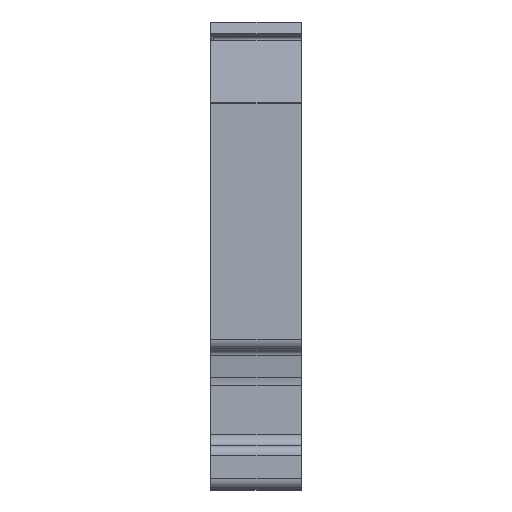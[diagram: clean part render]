
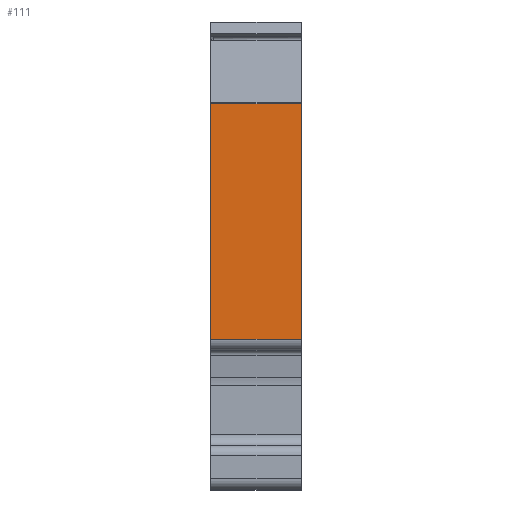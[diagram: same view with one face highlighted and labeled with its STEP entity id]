
A CAD part, left-side view. The second image highlights one B-rep face of the part: STEP entity #111.
In plain terms, the highlighted planar face has unit normal (-1, 0, 0).
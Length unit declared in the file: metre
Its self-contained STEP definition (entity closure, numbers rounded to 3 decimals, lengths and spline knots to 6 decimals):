
#111 = ADVANCED_FACE( '', ( #409 ), #410, .F. );
#409 = FACE_OUTER_BOUND( '', #933, .T. );
#410 = PLANE( '', #934 );
#933 = EDGE_LOOP( '', ( #1771, #1772, #1773, #1774 ) );
#934 = AXIS2_PLACEMENT_3D( '', #1775, #1776, #1777 );
#1771 = ORIENTED_EDGE( '', *, *, #3849, .T. );
#1772 = ORIENTED_EDGE( '', *, *, #3850, .F. );
#1773 = ORIENTED_EDGE( '', *, *, #3844, .F. );
#1774 = ORIENTED_EDGE( '', *, *, #3642, .T. );
#1775 = CARTESIAN_POINT( '', ( -0.02905, 0.00815, -0.0059 ) );
#1776 = DIRECTION( '', ( 1., 0., 0. ) );
#1777 = DIRECTION( '', ( 0., 0., 1. ) );
#3642 = EDGE_CURVE( '', #4410, #4408, #4411, .T. );
#3844 = EDGE_CURVE( '', #4410, #4792, #4795, .T. );
#3849 = EDGE_CURVE( '', #4408, #4803, #4804, .T. );
#3850 = EDGE_CURVE( '', #4792, #4803, #4805, .T. );
#4408 = VERTEX_POINT( '', #5641 );
#4410 = VERTEX_POINT( '', #5643 );
#4411 = LINE( '', #5644, #5645 );
#4792 = VERTEX_POINT( '', #6187 );
#4795 = LINE( '', #6192, #6193 );
#4803 = VERTEX_POINT( '', #6203 );
#4804 = LINE( '', #6204, #6205 );
#4805 = LINE( '', #6206, #6207 );
#5641 = CARTESIAN_POINT( '', ( -0.02905, 0.00815, -0.0059 ) );
#5643 = CARTESIAN_POINT( '', ( -0.02905, 0.00815, 0.015345 ) );
#5644 = CARTESIAN_POINT( '', ( -0.02905, 0.00815, -0.0059 ) );
#5645 = VECTOR( '', #7398, 1. );
#6187 = CARTESIAN_POINT( '', ( -0.02905, 0., 0.015345 ) );
#6192 = CARTESIAN_POINT( '', ( -0.02905, 0.00815, 0.015345 ) );
#6193 = VECTOR( '', #7676, 1. );
#6203 = CARTESIAN_POINT( '', ( -0.02905, 0., -0.0059 ) );
#6204 = CARTESIAN_POINT( '', ( -0.02905, 0.00815, -0.0059 ) );
#6205 = VECTOR( '', #7685, 1. );
#6206 = CARTESIAN_POINT( '', ( -0.02905, 0., 0.021637 ) );
#6207 = VECTOR( '', #7686, 1. );
#7398 = DIRECTION( '', ( 0., 0., -1. ) );
#7676 = DIRECTION( '', ( 0., -1., 0. ) );
#7685 = DIRECTION( '', ( 0., -1., 0. ) );
#7686 = DIRECTION( '', ( 0., 0., -1. ) );
